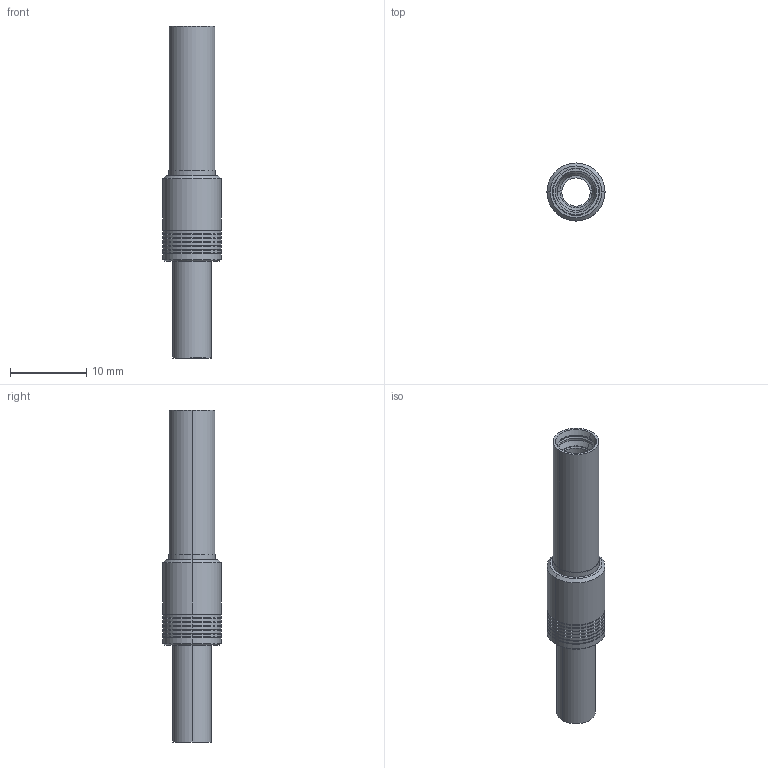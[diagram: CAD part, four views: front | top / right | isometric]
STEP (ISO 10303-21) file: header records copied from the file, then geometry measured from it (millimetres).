
FILE_DESCRIPTION (( 'STEP AP214' ), '1' );
FILE_NAME ('64-054-B126-EJ1.STEP', '2024-07-31T09:01:02', ( '' ), ( '' ), 'SwSTEP 2.0', 'SolidWorks 2023', '' );
FILE_SCHEMA (( 'AUTOMOTIVE_DESIGN' ));
Length unit declared in the file: millimetre
Products named in the file (1): 64-054-B126-EJ1
Bounding box: 7.6 x 7.6 x 43.5 mm (x, y, z)
Surface area: 1401.7 mm2 (no closed solid volume)
Topology: 0 solids, 5 shells, 81 faces, 190 edges, 112 vertices
Faces by surface type: cone 40, cylinder 34, plane 5, torus 2
Entity records: 2310 total; most frequent: DIRECTION 462, CARTESIAN_POINT 384, ORIENTED_EDGE 344, EDGE_CURVE 190, AXIS2_PLACEMENT_3D 190, VERTEX_POINT 112, CIRCLE 108, EDGE_LOOP 87
